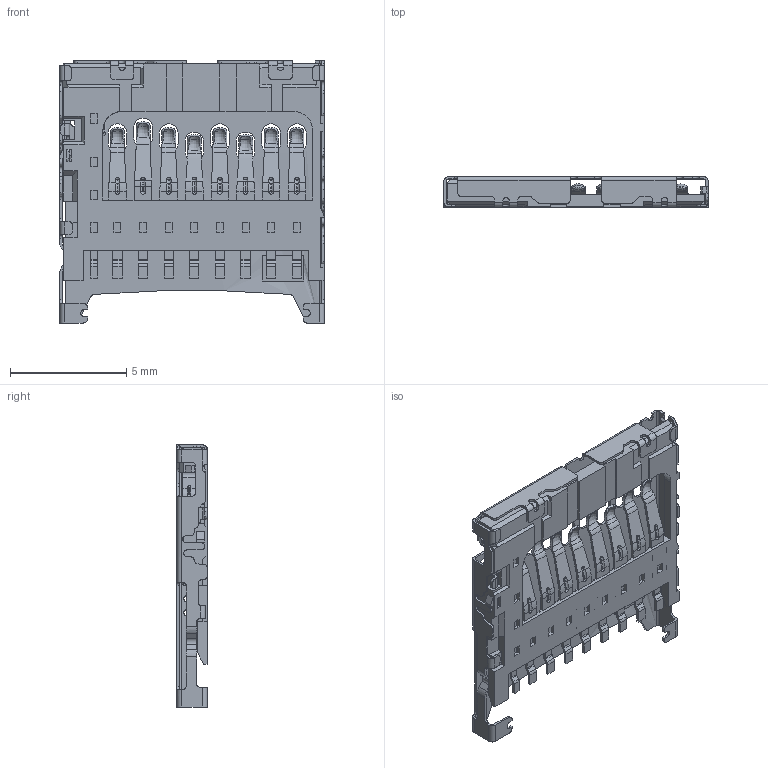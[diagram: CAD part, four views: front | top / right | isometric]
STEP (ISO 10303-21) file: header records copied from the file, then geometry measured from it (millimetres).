
FILE_DESCRIPTION (( 'STEP AP203' ), '1' );
FILE_NAME ('TF-020.STEP', '2021-06-17T07:54:03', ( '' ), ( '' ), 'SwSTEP 2.0', 'SolidWorks 2019', '' );
FILE_SCHEMA (( 'CONFIG_CONTROL_DESIGN' ));
Length unit declared in the file: millimetre
Products named in the file (9): PRT0002; Part_1; PRT0004; PRT0001; TF-020; PRT0007; PRT0006; PRT0003; PRT0004_1
Assembly tree (8 placements, depth 2):
  TF-020
    PRT0001
    PRT0002
    PRT0003
    PRT0004
    PRT0004_1
    PRT0006
    PRT0007
    Part_1
Bounding box: 11.35 x 1.3 x 11.25 mm (x, y, z)
Volume: 13.8 mm3; surface area: 532.3 mm2
Topology: 3 solids, 13 shells, 2034 faces, 5663 edges, 3616 vertices
Faces by surface type: plane 958, cylinder 741, bspline 335
Entity records: 86042 total; most frequent: CARTESIAN_POINT 38586, ORIENTED_EDGE 11270, DIRECTION 7421, EDGE_CURVE 5644, VERTEX_POINT 3616, LINE 3027, VECTOR 3027, AXIS2_PLACEMENT_3D 2197
